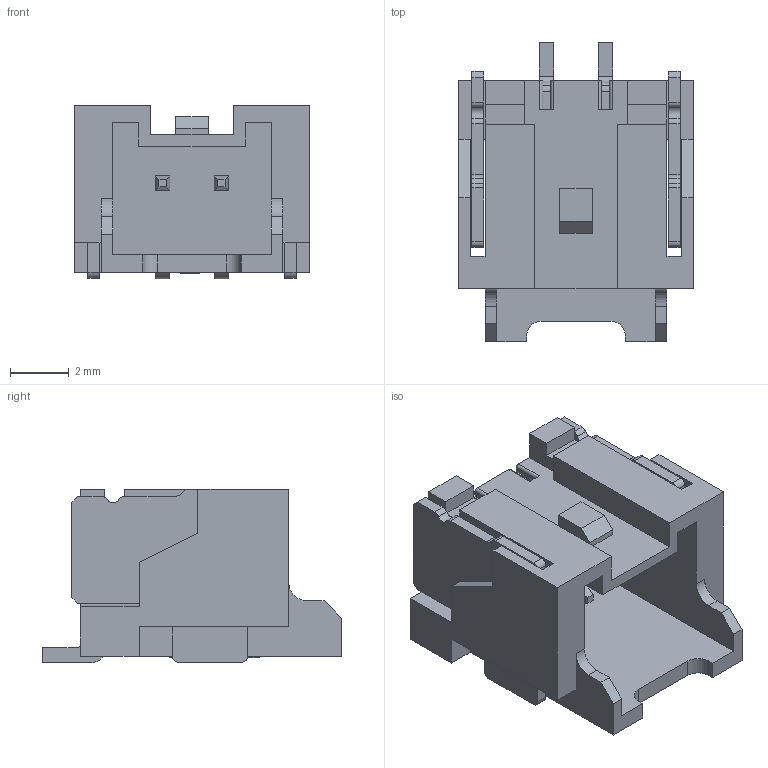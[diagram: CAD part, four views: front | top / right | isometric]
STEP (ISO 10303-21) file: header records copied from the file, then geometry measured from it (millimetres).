
FILE_DESCRIPTION((''),'2;1');
FILE_NAME('CONN-SMD_SM02B-PASS-TBT','2022-05-26T14:17:34',('win10'),(''),'CREO PARAMETRIC BY PTC INC, 2020033','CREO PARAMETRIC BY PTC INC, 2020033','');
FILE_SCHEMA(('AUTOMOTIVE_DESIGN { 1 0 10303 214 1 1 1 1 }'));
Length unit declared in the file: millimetre
Products named in the file (1): CONN-SMD_SM02B-PASS-TBT
Bounding box: 8 x 10.2 x 5.92 mm (x, y, z)
Volume: 169.6 mm3; surface area: 680.1 mm2
Topology: 3 solids, 3 shells, 294 faces, 831 edges, 552 vertices
Faces by surface type: plane 246, cylinder 48
Entity records: 11554 total; most frequent: CARTESIAN_POINT 1682, ORIENTED_EDGE 1660, DIRECTION 1525, EDGE_CURVE 830, VECTOR 735, LINE 735, VERTEX_POINT 550, AXIS2_PLACEMENT_3D 395
